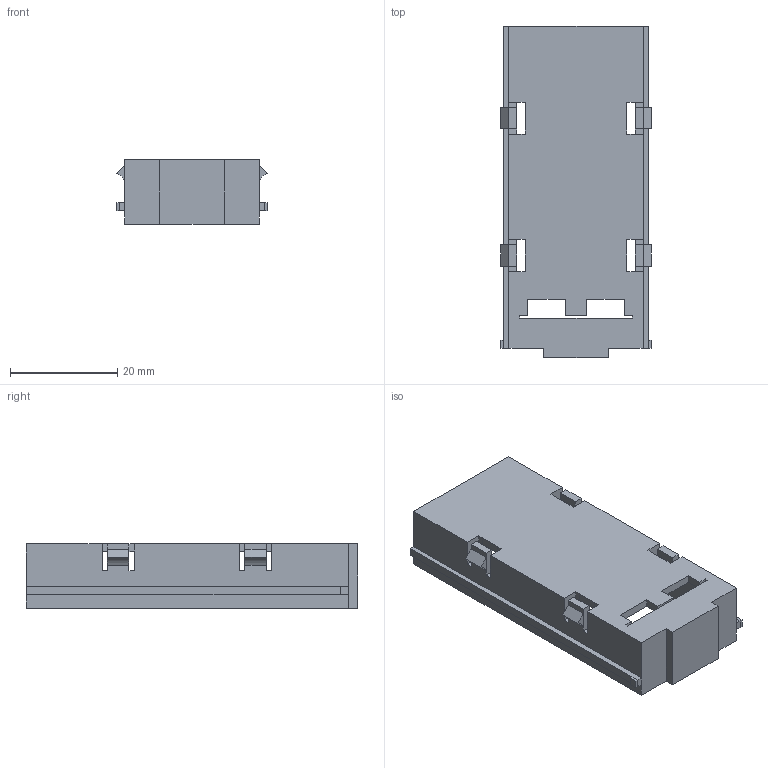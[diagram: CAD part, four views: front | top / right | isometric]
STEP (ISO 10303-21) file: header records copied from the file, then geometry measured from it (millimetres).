
FILE_DESCRIPTION(('FreeCAD Model'),'2;1');
FILE_NAME('Open CASCADE Shape Model','2023-09-01T22:12:05',('Author'),( ''),'Open CASCADE STEP processor 7.6','FreeCAD','Unknown');
FILE_SCHEMA(('AUTOMOTIVE_DESIGN { 1 0 10303 214 1 1 1 1 }'));
Length unit declared in the file: millimetre
Products named in the file (1): CaseBottom
Bounding box: 28 x 61.7 x 12 mm (x, y, z)
Volume: 6341 mm3; surface area: 7038.4 mm2
Topology: 1 solids, 1 shells, 124 faces, 357 edges, 226 vertices
Faces by surface type: plane 120, cylinder 4
Entity records: 3983 total; most frequent: ORIENTED_EDGE 714, CARTESIAN_POINT 708, DIRECTION 615, EDGE_CURVE 357, LINE 349, VECTOR 349, VERTEX_POINT 226, AXIS2_PLACEMENT_3D 133
